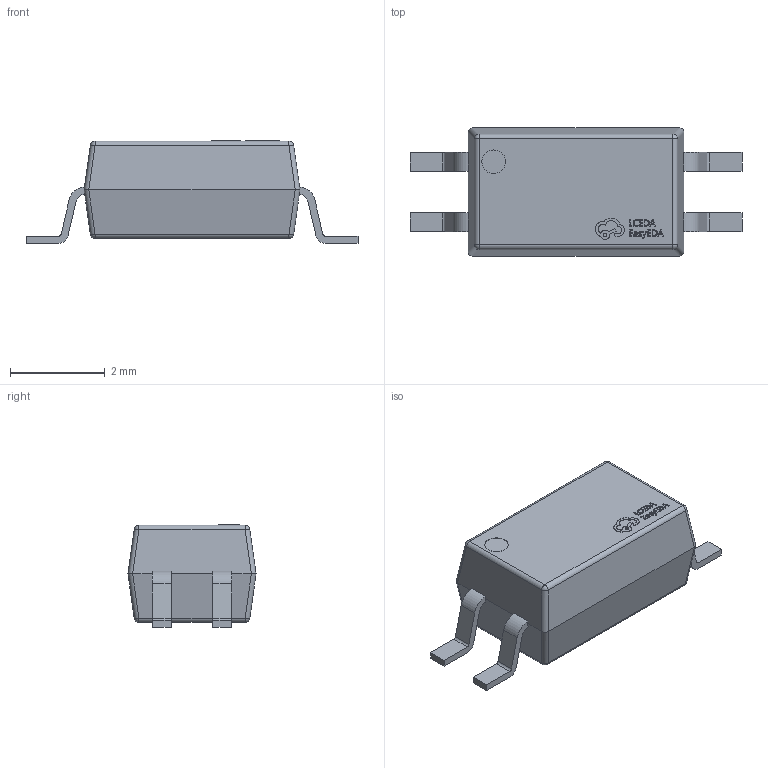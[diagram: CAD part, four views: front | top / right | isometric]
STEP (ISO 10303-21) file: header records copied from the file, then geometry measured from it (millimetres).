
FILE_DESCRIPTION (( 'STEP AP214' ), '1' );
FILE_NAME ('SSOP-4_L2.7-W4.6-P1.27-LS7.0-TL.STEP', '2024-06-20T14:42:06', ( '' ), ( '' ), 'SwSTEP 2.0', 'SolidWorks 2020', '' );
FILE_SCHEMA (( 'AUTOMOTIVE_DESIGN' ));
Length unit declared in the file: millimetre
Products named in the file (1): SSOP-4_L2.7-W4.6-P1.27-LS7.0-TL
Bounding box: 7 x 2.7 x 2.16 mm (x, y, z)
Volume: 23.5 mm3; surface area: 56.9 mm2
Topology: 1 solids, 1 shells, 305 faces, 817 edges, 534 vertices
Faces by surface type: plane 165, bspline 98, cylinder 34, sphere 8
Entity records: 13336 total; most frequent: CARTESIAN_POINT 2975, ORIENTED_EDGE 1634, DIRECTION 1089, EDGE_CURVE 817, LINE 553, VECTOR 553, VERTEX_POINT 534, EDGE_LOOP 325
